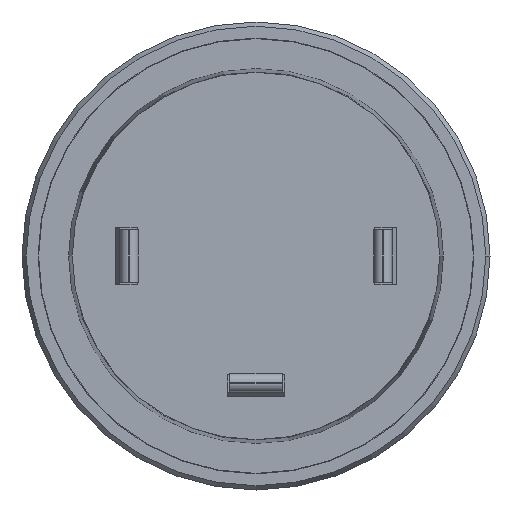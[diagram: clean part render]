
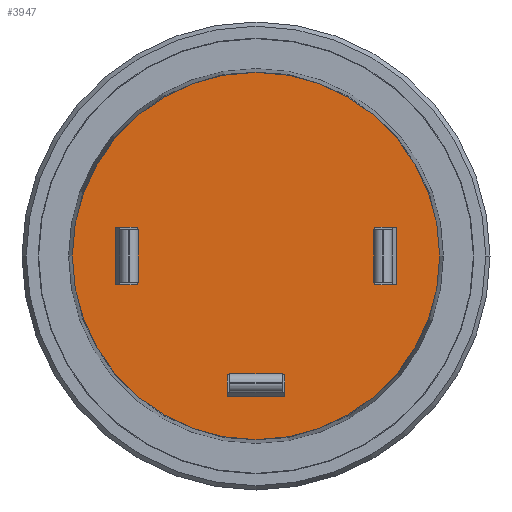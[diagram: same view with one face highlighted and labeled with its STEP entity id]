
A CAD part, front view. The second image highlights one B-rep face of the part: STEP entity #3947.
In plain terms, the highlighted planar face has unit normal (0, -1, 0).
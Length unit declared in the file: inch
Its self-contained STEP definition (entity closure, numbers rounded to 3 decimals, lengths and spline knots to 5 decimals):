
#3298=DIRECTION('',(1.,0.,0.));
#3299=VECTOR('',#3298,0.02);
#3300=CARTESIAN_POINT('',(-0.131,-0.57,0.027));
#3301=LINE('',#3300,#3299);
#3302=DIRECTION('',(0.,0.,1.));
#3303=VECTOR('',#3302,0.054);
#3304=CARTESIAN_POINT('',(-0.131,-0.57,-0.027));
#3305=LINE('',#3304,#3303);
#3306=DIRECTION('',(-1.,0.,0.));
#3307=VECTOR('',#3306,0.02);
#3308=CARTESIAN_POINT('',(-0.111,-0.57,-0.027));
#3309=LINE('',#3308,#3307);
#3310=DIRECTION('',(0.,0.,-1.));
#3311=VECTOR('',#3310,0.054);
#3312=CARTESIAN_POINT('',(-0.111,-0.57,0.027));
#3313=LINE('',#3312,#3311);
#3314=DIRECTION('',(0.,0.,-1.));
#3315=VECTOR('',#3314,0.054);
#3316=CARTESIAN_POINT('',(0.131,-0.57,0.027));
#3317=LINE('',#3316,#3315);
#3318=DIRECTION('',(1.,0.,0.));
#3319=VECTOR('',#3318,0.02);
#3320=CARTESIAN_POINT('',(0.111,-0.57,0.027));
#3321=LINE('',#3320,#3319);
#3322=DIRECTION('',(0.,0.,1.));
#3323=VECTOR('',#3322,0.054);
#3324=CARTESIAN_POINT('',(0.111,-0.57,-0.027));
#3325=LINE('',#3324,#3323);
#3326=DIRECTION('',(-1.,0.,0.));
#3327=VECTOR('',#3326,0.02);
#3328=CARTESIAN_POINT('',(0.131,-0.57,-0.027));
#3329=LINE('',#3328,#3327);
#3330=DIRECTION('',(-1.,0.,0.));
#3331=VECTOR('',#3330,0.054);
#3332=CARTESIAN_POINT('',(0.027,-0.57,-0.131));
#3333=LINE('',#3332,#3331);
#3334=DIRECTION('',(0.,0.,-1.));
#3335=VECTOR('',#3334,0.02);
#3336=CARTESIAN_POINT('',(0.027,-0.57,-0.111));
#3337=LINE('',#3336,#3335);
#3338=DIRECTION('',(1.,0.,0.));
#3339=VECTOR('',#3338,0.054);
#3340=CARTESIAN_POINT('',(-0.027,-0.57,-0.111));
#3341=LINE('',#3340,#3339);
#3342=DIRECTION('',(0.,0.,1.));
#3343=VECTOR('',#3342,0.02);
#3344=CARTESIAN_POINT('',(-0.027,-0.57,-0.131));
#3345=LINE('',#3344,#3343);
#3350=CARTESIAN_POINT('',(0.,-0.57,0.));
#3351=DIRECTION('',(0.,-1.,0.));
#3352=DIRECTION('',(1.,0.,0.));
#3353=AXIS2_PLACEMENT_3D('',#3350,#3351,#3352);
#3359=CARTESIAN_POINT('',(0.,-0.57,0.));
#3360=DIRECTION('',(0.,1.,0.));
#3361=DIRECTION('',(1.,0.,0.));
#3362=AXIS2_PLACEMENT_3D('',#3359,#3360,#3361);
#3758=CARTESIAN_POINT('',(0.1715,-0.57,0.));
#3760=VERTEX_POINT('',#3758);
#3766=CARTESIAN_POINT('',(-0.1715,-0.57,0.));
#3768=VERTEX_POINT('',#3766);
#3818=CARTESIAN_POINT('',(-0.131,-0.57,0.027));
#3819=CARTESIAN_POINT('',(-0.111,-0.57,0.027));
#3820=VERTEX_POINT('',#3818);
#3821=VERTEX_POINT('',#3819);
#3822=CARTESIAN_POINT('',(-0.111,-0.57,-0.027));
#3823=VERTEX_POINT('',#3822);
#3824=CARTESIAN_POINT('',(-0.131,-0.57,-0.027));
#3825=VERTEX_POINT('',#3824);
#3826=CARTESIAN_POINT('',(0.131,-0.57,0.027));
#3827=CARTESIAN_POINT('',(0.131,-0.57,-0.027));
#3828=VERTEX_POINT('',#3826);
#3829=VERTEX_POINT('',#3827);
#3830=CARTESIAN_POINT('',(0.111,-0.57,-0.027));
#3831=VERTEX_POINT('',#3830);
#3832=CARTESIAN_POINT('',(0.111,-0.57,0.027));
#3833=VERTEX_POINT('',#3832);
#3834=CARTESIAN_POINT('',(0.027,-0.57,-0.131));
#3835=CARTESIAN_POINT('',(-0.027,-0.57,-0.131));
#3836=VERTEX_POINT('',#3834);
#3837=VERTEX_POINT('',#3835);
#3838=CARTESIAN_POINT('',(-0.027,-0.57,-0.111));
#3839=VERTEX_POINT('',#3838);
#3840=CARTESIAN_POINT('',(0.027,-0.57,-0.111));
#3841=VERTEX_POINT('',#3840);
#3906=CARTESIAN_POINT('',(0.,-0.57,0.));
#3907=DIRECTION('',(0.,1.,0.));
#3908=DIRECTION('',(1.,0.,0.));
#3909=AXIS2_PLACEMENT_3D('',#3906,#3907,#3908);
#3910=PLANE('',#3909);
#3912=ORIENTED_EDGE('',*,*,#3911,.F.);
#3914=ORIENTED_EDGE('',*,*,#3913,.T.);
#3915=EDGE_LOOP('',(#3912,#3914));
#3916=FACE_OUTER_BOUND('',#3915,.F.);
#3918=ORIENTED_EDGE('',*,*,#3917,.F.);
#3920=ORIENTED_EDGE('',*,*,#3919,.F.);
#3922=ORIENTED_EDGE('',*,*,#3921,.F.);
#3924=ORIENTED_EDGE('',*,*,#3923,.F.);
#3925=EDGE_LOOP('',(#3918,#3920,#3922,#3924));
#3926=FACE_BOUND('',#3925,.F.);
#3928=ORIENTED_EDGE('',*,*,#3927,.F.);
#3930=ORIENTED_EDGE('',*,*,#3929,.F.);
#3932=ORIENTED_EDGE('',*,*,#3931,.F.);
#3934=ORIENTED_EDGE('',*,*,#3933,.F.);
#3935=EDGE_LOOP('',(#3928,#3930,#3932,#3934));
#3936=FACE_BOUND('',#3935,.F.);
#3938=ORIENTED_EDGE('',*,*,#3937,.F.);
#3940=ORIENTED_EDGE('',*,*,#3939,.F.);
#3942=ORIENTED_EDGE('',*,*,#3941,.F.);
#3944=ORIENTED_EDGE('',*,*,#3943,.F.);
#3945=EDGE_LOOP('',(#3938,#3940,#3942,#3944));
#3946=FACE_BOUND('',#3945,.F.);
#3947=ADVANCED_FACE('',(#3916,#3926,#3936,#3946),#3910,.F.);
#3354=CIRCLE('',#3353,0.1715);
#3363=CIRCLE('',#3362,0.1715);
#3911=EDGE_CURVE('',#3760,#3768,#3354,.T.);
#3913=EDGE_CURVE('',#3760,#3768,#3363,.T.);
#3917=EDGE_CURVE('',#3820,#3821,#3301,.T.);
#3919=EDGE_CURVE('',#3825,#3820,#3305,.T.);
#3921=EDGE_CURVE('',#3823,#3825,#3309,.T.);
#3923=EDGE_CURVE('',#3821,#3823,#3313,.T.);
#3927=EDGE_CURVE('',#3828,#3829,#3317,.T.);
#3929=EDGE_CURVE('',#3833,#3828,#3321,.T.);
#3931=EDGE_CURVE('',#3831,#3833,#3325,.T.);
#3933=EDGE_CURVE('',#3829,#3831,#3329,.T.);
#3937=EDGE_CURVE('',#3836,#3837,#3333,.T.);
#3939=EDGE_CURVE('',#3841,#3836,#3337,.T.);
#3941=EDGE_CURVE('',#3839,#3841,#3341,.T.);
#3943=EDGE_CURVE('',#3837,#3839,#3345,.T.);
